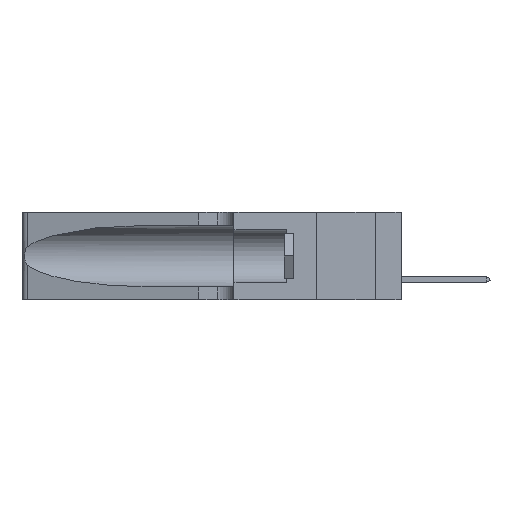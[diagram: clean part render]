
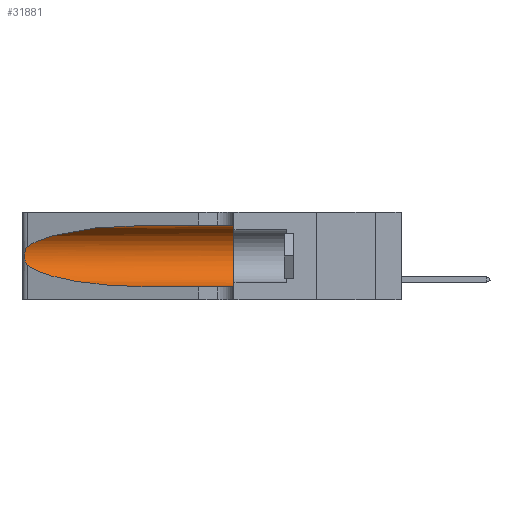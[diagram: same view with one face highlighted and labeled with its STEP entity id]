
A CAD part, left-side view. The second image highlights one B-rep face of the part: STEP entity #31881.
In plain terms, the highlighted cylindrical face has radius 3.308 mm (diameter 6.617 mm), a partial arc.
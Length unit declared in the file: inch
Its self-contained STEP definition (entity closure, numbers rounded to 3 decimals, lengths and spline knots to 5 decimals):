
#740 =( BOUNDED_CURVE ( )  B_SPLINE_CURVE ( 3, ( #16033, #18956, #37798, #19115 ),
 .UNSPECIFIED., .F., .T. ) 
 B_SPLINE_CURVE_WITH_KNOTS ( ( 4, 4 ),
 ( 1.5708, 2.84003 ),
 .UNSPECIFIED. ) 
 CURVE ( )  GEOMETRIC_REPRESENTATION_ITEM ( )  RATIONAL_B_SPLINE_CURVE ( ( 1., 0.87, 0.87, 1. ) ) 
 REPRESENTATION_ITEM ( '' )  );
#1592 = DIRECTION ( 'NONE',  ( 0., 1., 0. ) ) ;
#3645 = ORIENTED_EDGE ( 'NONE', *, *, #36070, .T. ) ;
#3843 = EDGE_CURVE ( 'NONE', #29774, #20630, #10627, .T. ) ;
#3986 = EDGE_CURVE ( 'NONE', #12211, #9198, #37711, .T. ) ;
#5272 = CARTESIAN_POINT ( 'NONE',  ( 0.25487, 1.22718, 0.14631 ) ) ;
#7046 = CARTESIAN_POINT ( 'NONE',  ( 0.1305, 0.35, 0.31525 ) ) ;
#8004 = CARTESIAN_POINT ( 'NONE',  ( 0.25854, 1.2359, 0.20912 ) ) ;
#9097 = LINE ( 'NONE', #40184, #22868 ) ;
#9198 = VERTEX_POINT ( 'NONE', #42452 ) ;
#9428 = VERTEX_POINT ( 'NONE', #40697 ) ;
#10112 =( BOUNDED_CURVE ( )  B_SPLINE_CURVE ( 3, ( #47057, #29273, #39617, #14460 ),
 .UNSPECIFIED., .F., .F. ) 
 B_SPLINE_CURVE_WITH_KNOTS ( ( 4, 4 ),
 ( 3.44316, 4.71239 ),
 .UNSPECIFIED. ) 
 CURVE ( )  GEOMETRIC_REPRESENTATION_ITEM ( )  RATIONAL_B_SPLINE_CURVE ( ( 1., 0.87, 0.87, 1. ) ) 
 REPRESENTATION_ITEM ( '' )  );
#10627 = CIRCLE ( 'NONE', #39838, 0.13025 ) ;
#10848 = VECTOR ( 'NONE', #28558, 39.37008 ) ;
#12211 = VERTEX_POINT ( 'NONE', #24321 ) ;
#12317 = CARTESIAN_POINT ( 'NONE',  ( 0.25789, 1.23486, 0.15765 ) ) ;
#13109 = CYLINDRICAL_SURFACE ( 'NONE', #35674, 0.13025 ) ;
#13656 = CARTESIAN_POINT ( 'NONE',  ( 0.1305, 0.72297, 0.05475 ) ) ;
#14460 = CARTESIAN_POINT ( 'NONE',  ( 0.1305, 0.72297, 0.05475 ) ) ;
#14466 = ORIENTED_EDGE ( 'NONE', *, *, #3843, .F. ) ;
#14708 = DIRECTION ( 'NONE',  ( 0., 0., -1. ) ) ;
#15689 = CARTESIAN_POINT ( 'NONE',  ( 0.25555, 1.22994, 0.2215 ) ) ;
#15701 = LINE ( 'NONE', #39215, #10848 ) ;
#15850 = CARTESIAN_POINT ( 'NONE',  ( 0.25639, 1.23186, 0.15144 ) ) ;
#16011 = CARTESIAN_POINT ( 'NONE',  ( 0.25555, 1.22993, 0.14849 ) ) ;
#16033 = CARTESIAN_POINT ( 'NONE',  ( 0.1305, 0.72297, 0.31525 ) ) ;
#16132 = CARTESIAN_POINT ( 'NONE',  ( 0.1305, 0.35, 0.05475 ) ) ;
#17336 = ORIENTED_EDGE ( 'NONE', *, *, #42715, .F. ) ;
#18013 = ORIENTED_EDGE ( 'NONE', *, *, #41290, .T. ) ;
#18956 = CARTESIAN_POINT ( 'NONE',  ( 0.18966, 0.96281, 0.31525 ) ) ;
#19115 = CARTESIAN_POINT ( 'NONE',  ( 0.25487, 1.22718, 0.22369 ) ) ;
#19416 = CARTESIAN_POINT ( 'NONE',  ( 0.25487, 1.22718, 0.22369 ) ) ;
#20630 = VERTEX_POINT ( 'NONE', #16132 ) ;
#21729 = FACE_OUTER_BOUND ( 'NONE', #40479, .T. ) ;
#22471 = CARTESIAN_POINT ( 'NONE',  ( 0.26018, 1.23835, 0.19895 ) ) ;
#22868 = VECTOR ( 'NONE', #33021, 39.37008 ) ;
#23094 = CARTESIAN_POINT ( 'NONE',  ( 0.25639, 1.23184, 0.21858 ) ) ;
#23566 = CARTESIAN_POINT ( 'NONE',  ( 0.25856, 1.23593, 0.16098 ) ) ;
#23729 = CARTESIAN_POINT ( 'NONE',  ( 0.26075, 1.23896, 0.178 ) ) ;
#23882 = DIRECTION ( 'NONE',  ( 0., 0., 1. ) ) ;
#24321 = CARTESIAN_POINT ( 'NONE',  ( 0.25487, 1.22718, 0.22369 ) ) ;
#25974 = CARTESIAN_POINT ( 'NONE',  ( 0.1305, 1.61858, 0.185 ) ) ;
#28558 = DIRECTION ( 'NONE',  ( 0., -1., 0. ) ) ;
#29273 = CARTESIAN_POINT ( 'NONE',  ( 0.2373, 1.15595, 0.08982 ) ) ;
#29774 = VERTEX_POINT ( 'NONE', #7046 ) ;
#31179 = VERTEX_POINT ( 'NONE', #13656 ) ;
#31881 = ADVANCED_FACE ( 'NONE', ( #21729 ), #13109, .F. ) ;
#32456 = ORIENTED_EDGE ( 'NONE', *, *, #36725, .T. ) ;
#33003 = DIRECTION ( 'NONE',  ( 0., -1., 0. ) ) ;
#33021 = DIRECTION ( 'NONE',  ( 0., -1., 0. ) ) ;
#34444 = CARTESIAN_POINT ( 'NONE',  ( 0.26017, 1.23833, 0.17102 ) ) ;
#35674 = AXIS2_PLACEMENT_3D ( 'NONE', #25974, #33003, #14708 ) ;
#36070 = EDGE_CURVE ( 'NONE', #9198, #31179, #10112, .T. ) ;
#36725 = EDGE_CURVE ( 'NONE', #31179, #20630, #9097, .T. ) ;
#36860 = ORIENTED_EDGE ( 'NONE', *, *, #3986, .T. ) ;
#37711 = B_SPLINE_CURVE_WITH_KNOTS ( 'NONE', 3,
 ( #19416, #15689, #23094, #40672, #8004, #22471, #37939, #23729, #34444, #23566, #12317, #15850, #16011, #5272 ),
 .UNSPECIFIED., .F., .F.,
 ( 4, 2, 2, 2, 2, 2, 4 ),
 ( 0., 0.00027, 0.00053, 0.00107, 0.0016, 0.00187, 0.00214 ),
 .UNSPECIFIED. ) ;
#37798 = CARTESIAN_POINT ( 'NONE',  ( 0.2373, 1.15595, 0.28018 ) ) ;
#37939 = CARTESIAN_POINT ( 'NONE',  ( 0.26075, 1.23896, 0.19203 ) ) ;
#39215 = CARTESIAN_POINT ( 'NONE',  ( 0.1305, 1.61858, 0.31525 ) ) ;
#39617 = CARTESIAN_POINT ( 'NONE',  ( 0.18966, 0.96281, 0.05475 ) ) ;
#39838 = AXIS2_PLACEMENT_3D ( 'NONE', #45486, #1592, #23882 ) ;
#40184 = CARTESIAN_POINT ( 'NONE',  ( 0.1305, 1.61858, 0.05475 ) ) ;
#40479 = EDGE_LOOP ( 'NONE', ( #18013, #36860, #3645, #32456, #14466, #17336 ) ) ;
#40672 = CARTESIAN_POINT ( 'NONE',  ( 0.25787, 1.23484, 0.2124 ) ) ;
#40697 = CARTESIAN_POINT ( 'NONE',  ( 0.1305, 0.72297, 0.31525 ) ) ;
#41290 = EDGE_CURVE ( 'NONE', #9428, #12211, #740, .T. ) ;
#42452 = CARTESIAN_POINT ( 'NONE',  ( 0.25487, 1.22718, 0.14631 ) ) ;
#42715 = EDGE_CURVE ( 'NONE', #9428, #29774, #15701, .T. ) ;
#45486 = CARTESIAN_POINT ( 'NONE',  ( 0.1305, 0.35, 0.185 ) ) ;
#47057 = CARTESIAN_POINT ( 'NONE',  ( 0.25487, 1.22718, 0.14631 ) ) ;
